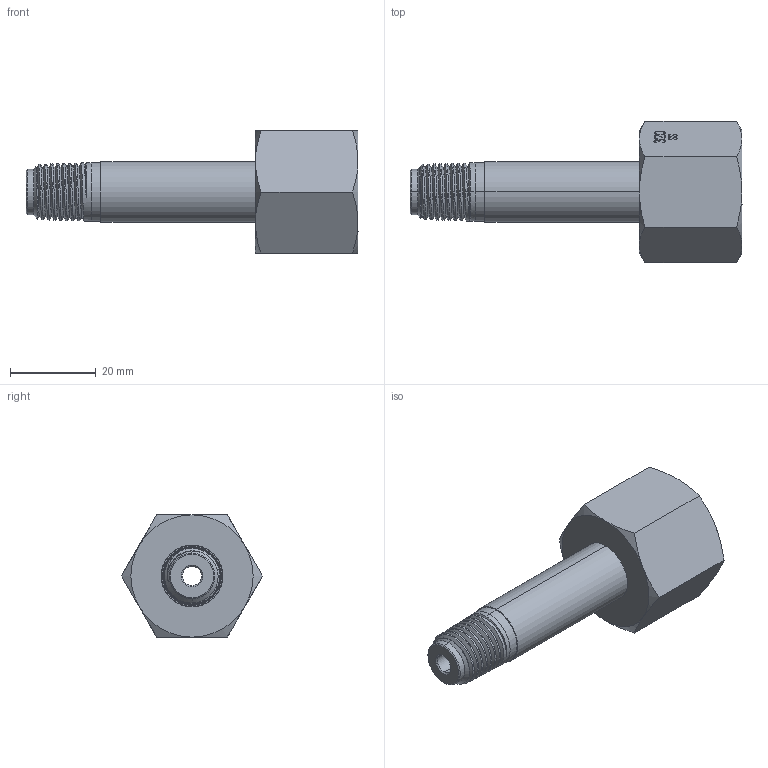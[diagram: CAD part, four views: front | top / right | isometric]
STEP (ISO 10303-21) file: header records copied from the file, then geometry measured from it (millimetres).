
FILE_DESCRIPTION (( 'STEP AP203' ), '1' );
FILE_NAME ('INL-320SS-4M-40.STEP', '2025-08-28T18:47:32', ( '' ), ( '' ), 'SwSTEP 2.0', 'SolidWorks 2018', '' );
FILE_SCHEMA (( 'CONFIG_CONTROL_DESIGN' ));
Length unit declared in the file: inch
Products named in the file (4): PRT-000083; PRT-000152; PRT-000033; INL-320SS-4M-40
Assembly tree (3 placements, depth 2):
  INL-320SS-4M-40
    PRT-000083
    PRT-000033
    PRT-000152
Bounding box: 77.64 x 33 x 28.57 mm (x, y, z)
Volume: 19765.1 mm3; surface area: 10267.3 mm2
Topology: 3 solids, 3 shells, 119 faces, 451 edges, 348 vertices
Faces by surface type: cone 47, cylinder 34, plane 28, bspline 6, torus 4
Entity records: 14316 total; most frequent: CARTESIAN_POINT 10446, ORIENTED_EDGE 902, DIRECTION 499, EDGE_CURVE 451, VERTEX_POINT 348, B_SPLINE_CURVE_WITH_KNOTS 273, AXIS2_PLACEMENT_3D 202, EDGE_LOOP 135
